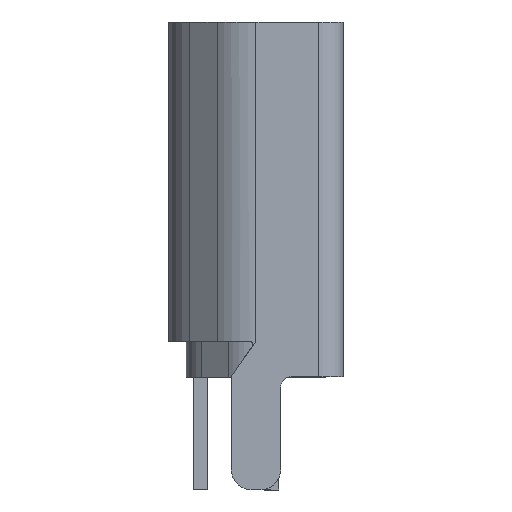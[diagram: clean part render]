
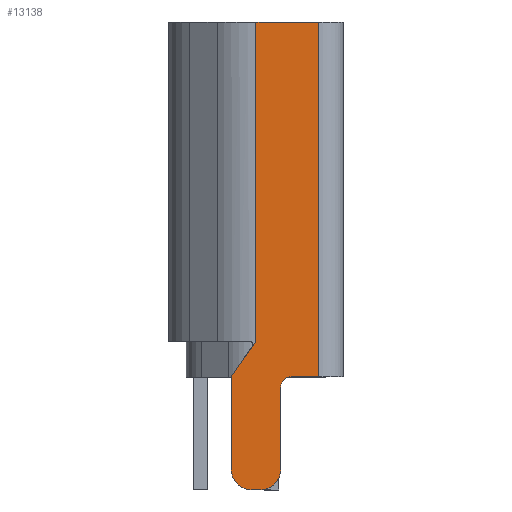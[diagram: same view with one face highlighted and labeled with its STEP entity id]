
A CAD part, left-side view. The second image highlights one B-rep face of the part: STEP entity #13138.
In plain terms, the highlighted planar face has unit normal (-1, 0, 0).
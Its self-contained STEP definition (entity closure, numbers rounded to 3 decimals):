
#299 = CARTESIAN_POINT ( 'NONE',  ( -3.75, -0.78, 0.05 ) ) ;
#387 = EDGE_CURVE ( 'NONE', #22192, #540, #11576, .T. ) ;
#540 = VERTEX_POINT ( 'NONE', #299 ) ;
#645 = CARTESIAN_POINT ( 'NONE',  ( -3.75, 0.07, -1.25 ) ) ;
#1418 = DIRECTION ( 'NONE',  ( 0., 0., -1. ) ) ;
#1602 = VECTOR ( 'NONE', #1418, 1000. ) ;
#2411 = VERTEX_POINT ( 'NONE', #8987 ) ;
#2474 = EDGE_CURVE ( 'NONE', #540, #17954, #19398, .T. ) ;
#2539 = VERTEX_POINT ( 'NONE', #7976 ) ;
#2665 = CIRCLE ( 'NONE', #13048, 0.3 ) ;
#2724 = EDGE_CURVE ( 'NONE', #8003, #14752, #2665, .T. ) ;
#3027 = ORIENTED_EDGE ( 'NONE', *, *, #18228, .T. ) ;
#3697 = EDGE_CURVE ( 'NONE', #17833, #21339, #21208, .T. ) ;
#3701 = VECTOR ( 'NONE', #18227, 1000. ) ;
#4608 = PLANE ( 'NONE',  #5731 ) ;
#4822 = AXIS2_PLACEMENT_3D ( 'NONE', #21071, #13914, #5427 ) ;
#4944 = CARTESIAN_POINT ( 'NONE',  ( -3.75, -1.165, 5.05 ) ) ;
#5305 = ORIENTED_EDGE ( 'NONE', *, *, #12707, .T. ) ;
#5427 = DIRECTION ( 'NONE',  ( 0., 0., 1. ) ) ;
#5552 = VERTEX_POINT ( 'NONE', #6219 ) ;
#5731 = AXIS2_PLACEMENT_3D ( 'NONE', #4944, #11764, #13003 ) ;
#6089 = LINE ( 'NONE', #18205, #12090 ) ;
#6219 = CARTESIAN_POINT ( 'NONE',  ( -3.75, -1.165, 5.05 ) ) ;
#6533 = CARTESIAN_POINT ( 'NONE',  ( -3.75, -0.63, -1.25 ) ) ;
#7723 = ORIENTED_EDGE ( 'NONE', *, *, #20130, .T. ) ;
#7821 = VECTOR ( 'NONE', #16411, 1000. ) ;
#7976 = CARTESIAN_POINT ( 'NONE',  ( -3.75, -0.28, 5.05 ) ) ;
#8003 = VERTEX_POINT ( 'NONE', #8745 ) ;
#8268 = DIRECTION ( 'NONE',  ( 0., 0., -1. ) ) ;
#8276 = CARTESIAN_POINT ( 'NONE',  ( -3.75, 0.07, -1.25 ) ) ;
#8745 = CARTESIAN_POINT ( 'NONE',  ( -3.75, -0.33, -1.55 ) ) ;
#8987 = CARTESIAN_POINT ( 'NONE',  ( -3.75, -0.23, -1.55 ) ) ;
#9210 = LINE ( 'NONE', #645, #21642 ) ;
#9325 = DIRECTION ( 'NONE',  ( 0., 0., -1. ) ) ;
#9519 = ORIENTED_EDGE ( 'NONE', *, *, #2474, .T. ) ;
#9705 = LINE ( 'NONE', #20192, #7821 ) ;
#9859 = ORIENTED_EDGE ( 'NONE', *, *, #387, .T. ) ;
#10074 = CARTESIAN_POINT ( 'NONE',  ( -3.75, -1.165, 0.05 ) ) ;
#10388 = ORIENTED_EDGE ( 'NONE', *, *, #2724, .T. ) ;
#10422 = DIRECTION ( 'NONE',  ( 0., -1., 0. ) ) ;
#11264 = CIRCLE ( 'NONE', #4822, 0.3 ) ;
#11271 = DIRECTION ( 'NONE',  ( -1., 0., 0. ) ) ;
#11567 = DIRECTION ( 'NONE',  ( 1., 0., 0. ) ) ;
#11576 = CIRCLE ( 'NONE', #15504, 0.15 ) ;
#11744 = CARTESIAN_POINT ( 'NONE',  ( -3.75, 0.07, 0.05 ) ) ;
#11748 = CARTESIAN_POINT ( 'NONE',  ( -3.75, -0.63, -0.1 ) ) ;
#11764 = DIRECTION ( 'NONE',  ( 1., 0., 0. ) ) ;
#11801 = CARTESIAN_POINT ( 'NONE',  ( -3.75, -0.28, 5.05 ) ) ;
#12090 = VECTOR ( 'NONE', #14814, 1000. ) ;
#12707 = EDGE_CURVE ( 'NONE', #21339, #15106, #9210, .T. ) ;
#12944 = DIRECTION ( 'NONE',  ( 0., 0., 1. ) ) ;
#13003 = DIRECTION ( 'NONE',  ( 0., 0., -1. ) ) ;
#13048 = AXIS2_PLACEMENT_3D ( 'NONE', #21666, #11271, #12944 ) ;
#13138 = ADVANCED_FACE ( 'NONE', ( #14911 ), #4608, .F. ) ;
#13301 = CARTESIAN_POINT ( 'NONE',  ( -3.75, -1.165, 5.05 ) ) ;
#13489 = LINE ( 'NONE', #11801, #15642 ) ;
#13615 = ORIENTED_EDGE ( 'NONE', *, *, #21745, .T. ) ;
#13914 = DIRECTION ( 'NONE',  ( -1., 0., 0. ) ) ;
#14325 = CARTESIAN_POINT ( 'NONE',  ( -3.75, -1.165, 0.05 ) ) ;
#14464 = ORIENTED_EDGE ( 'NONE', *, *, #21506, .T. ) ;
#14494 = CARTESIAN_POINT ( 'NONE',  ( -3.75, 0.07, 0.05 ) ) ;
#14752 = VERTEX_POINT ( 'NONE', #6533 ) ;
#14814 = DIRECTION ( 'NONE',  ( 0., -1., 0. ) ) ;
#14911 = FACE_OUTER_BOUND ( 'NONE', #19037, .T. ) ;
#15000 = VECTOR ( 'NONE', #10422, 1000. ) ;
#15106 = VERTEX_POINT ( 'NONE', #8276 ) ;
#15255 = CARTESIAN_POINT ( 'NONE',  ( -3.75, -0.78, -0.1 ) ) ;
#15453 = CARTESIAN_POINT ( 'NONE',  ( -3.75, -0.23, -1.55 ) ) ;
#15504 = AXIS2_PLACEMENT_3D ( 'NONE', #15255, #11567, #20391 ) ;
#15642 = VECTOR ( 'NONE', #8268, 1000. ) ;
#16411 = DIRECTION ( 'NONE',  ( 0., 0., 1. ) ) ;
#16573 = CARTESIAN_POINT ( 'NONE',  ( -3.75, -0.28, 0.55 ) ) ;
#17489 = ORIENTED_EDGE ( 'NONE', *, *, #20965, .F. ) ;
#17831 = EDGE_CURVE ( 'NONE', #5552, #17954, #21793, .T. ) ;
#17833 = VERTEX_POINT ( 'NONE', #16573 ) ;
#17954 = VERTEX_POINT ( 'NONE', #10074 ) ;
#18205 = CARTESIAN_POINT ( 'NONE',  ( -3.75, -1.165, 5.05 ) ) ;
#18227 = DIRECTION ( 'NONE',  ( 0., 0.573, -0.82 ) ) ;
#18228 = EDGE_CURVE ( 'NONE', #15106, #2411, #11264, .T. ) ;
#18282 = ORIENTED_EDGE ( 'NONE', *, *, #3697, .T. ) ;
#18338 = VECTOR ( 'NONE', #21581, 1000. ) ;
#18832 = LINE ( 'NONE', #15453, #15000 ) ;
#19037 = EDGE_LOOP ( 'NONE', ( #13615, #9859, #9519, #20254, #17489, #14464, #18282, #5305, #3027, #7723, #10388 ) ) ;
#19398 = LINE ( 'NONE', #14325, #18338 ) ;
#20130 = EDGE_CURVE ( 'NONE', #2411, #8003, #18832, .T. ) ;
#20192 = CARTESIAN_POINT ( 'NONE',  ( -3.75, -0.63, -1.25 ) ) ;
#20254 = ORIENTED_EDGE ( 'NONE', *, *, #17831, .F. ) ;
#20391 = DIRECTION ( 'NONE',  ( 0., 0., -1. ) ) ;
#20965 = EDGE_CURVE ( 'NONE', #2539, #5552, #6089, .T. ) ;
#21071 = CARTESIAN_POINT ( 'NONE',  ( -3.75, -0.23, -1.25 ) ) ;
#21208 = LINE ( 'NONE', #14494, #3701 ) ;
#21339 = VERTEX_POINT ( 'NONE', #11744 ) ;
#21506 = EDGE_CURVE ( 'NONE', #2539, #17833, #13489, .T. ) ;
#21581 = DIRECTION ( 'NONE',  ( 0., -1., 0. ) ) ;
#21642 = VECTOR ( 'NONE', #9325, 1000. ) ;
#21666 = CARTESIAN_POINT ( 'NONE',  ( -3.75, -0.33, -1.25 ) ) ;
#21745 = EDGE_CURVE ( 'NONE', #14752, #22192, #9705, .T. ) ;
#21793 = LINE ( 'NONE', #13301, #1602 ) ;
#22192 = VERTEX_POINT ( 'NONE', #11748 ) ;
